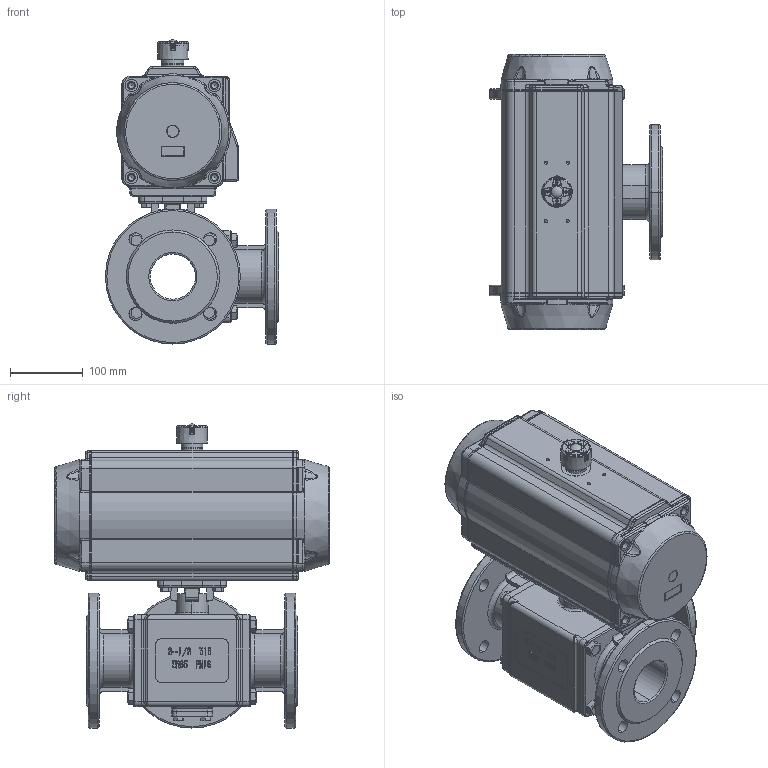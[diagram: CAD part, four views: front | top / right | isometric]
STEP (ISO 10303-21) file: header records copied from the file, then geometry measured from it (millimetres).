
FILE_DESCRIPTION(/* description */ ('Unknown'),/* implementation_level */ '2;1');
FILE_NAME(/* name */ 'PE08 9342_9343-10',/* time_stamp */ '2025-03-21T11:42:35+01:00',/* author */ ('Unknown'),/* organization */ ('Unknown'),/* preprocessor_version */ 'ST-DEVELOPER v19.4',/* originating_system */ 'Solid Edge',/* authorisation */ 'Unknown');
FILE_SCHEMA (('AUTOMOTIVE_DESIGN {1 0 10303 214 3 1 1}'));
Length unit declared in the file: millimetre
Products named in the file (24): PE08 9342_9343-10; 9342_9343-10; 概极; 嘐隅粣; 概裔; 固定轴密封圈; 嘐隅粣蹟邡; 固定球套; 概裝; 沓蹋; MV-85L-FGM-DN65; MV-85L-FS-DN65; 极裔蟈諉蹟邡; PD09_PE08; VTE140埴詰; vt140-2016-06-25; vt140左端盖（模具厂）_MIR; huosai140; VT140-03-C 陔粣; Optische Anzeige; ______; ________(___________; cup head nib bolts with large head gb_GB_FASTENER_BOLT_CHNBW M6X25-N; DIN 933 M8x20 A2-70 BLK_EDST
Assembly tree (47 placements, depth 4):
  PE08 9342_9343-10
    9342_9343-10
      概极
      嘐隅粣
      概裔  x3
      固定轴密封圈
      嘐隅粣蹟邡  x4
      固定球套
      概裝
      沓蹋  x2
      MV-85L-FGM-DN65
      MV-85L-FS-DN65
      极裔蟈諉蹟邡  x12
    PD09_PE08
      VTE140埴詰
      vt140-2016-06-25
      vt140左端盖（模具厂）_MIR
      huosai140  x2
      VT140-03-C 陔粣
      Optische Anzeige
        ______
        ________(___________  x4
        cup head nib bolts with large head gb_GB_FASTENER_BOLT_CHNBW M6X25-N
    DIN 933 M8x20 A2-70 BLK_EDST  x4
Bounding box: 237.5 x 377 x 417 mm (x, y, z)
Volume: 7643967.2 mm3; surface area: 1440555.7 mm2
Topology: 44 solids, 44 shells, 3933 faces, 9759 edges, 6076 vertices
Faces by surface type: plane 1381, cylinder 1140, bspline 676, torus 366, cone 354, sphere 16
Full cylindrical faces by diameter (mm): 3 x16, 3.3 x8, 4.134 x8, 4.66 x1, 5 x1, 6 x1, 6.2 x1, 8 x5, 8.376 x12, 10.106 x6, 11.445 x2, 13 x4, 17 x4, 17.5 x2, 24.9 x1, 26 x3, 26.4 x1, 28.1 x1, 30 x5, 38.5 x1, 41 x1, 43 x2, 57 x1, 59 x1, 63 x4, 127 x2, 130.3 x2, 135 x2, 139 x6, 140 x1
Entity records: 122707 total; most frequent: CARTESIAN_POINT 56847, ORIENTED_EDGE 14294, DIRECTION 11947, EDGE_CURVE 7147, VERTEX_POINT 4591, AXIS2_PLACEMENT_3D 4474, FACE_BOUND 3476, EDGE_LOOP 3454
